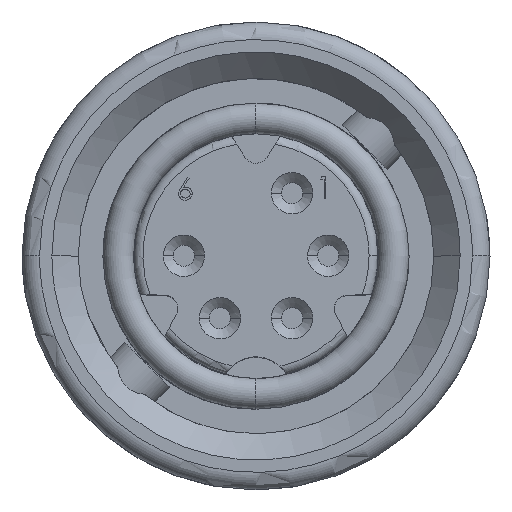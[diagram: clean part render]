
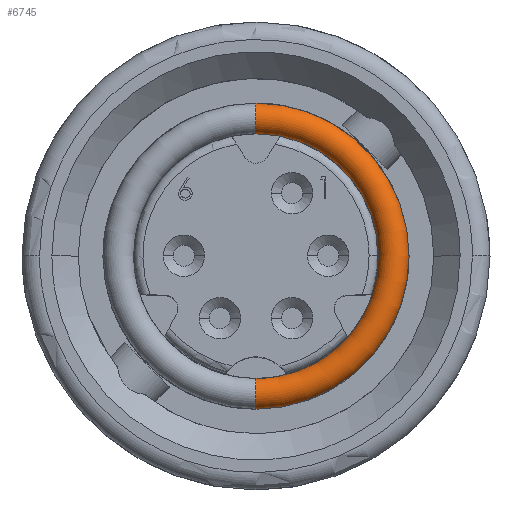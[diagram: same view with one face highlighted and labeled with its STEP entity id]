
A CAD part, top view. The second image highlights one B-rep face of the part: STEP entity #6745.
In plain terms, the highlighted toroidal (fillet/blend) face has major radius 3.975 mm and minor radius 0.445 mm.
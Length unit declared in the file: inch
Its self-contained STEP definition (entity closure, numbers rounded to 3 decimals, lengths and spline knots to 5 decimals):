
#550 = CARTESIAN_POINT ( 'NONE',  ( 0., -0.139, 0.0175 ) ) ;
#777 = EDGE_CURVE ( 'NONE', #3064, #8112, #4469, .T. ) ;
#793 = DIRECTION ( 'NONE',  ( 0., 0., -1. ) ) ;
#869 = CARTESIAN_POINT ( 'NONE',  ( 0., -0.1565, 0.0175 ) ) ;
#965 = EDGE_LOOP ( 'NONE', ( #8424, #10681, #7253, #5653 ) ) ;
#1130 = CARTESIAN_POINT ( 'NONE',  ( 0., 0., 0.0175 ) ) ;
#1925 = CIRCLE ( 'NONE', #4444, 0.139 ) ;
#1960 = DIRECTION ( 'NONE',  ( 0., 1., 0. ) ) ;
#2032 = AXIS2_PLACEMENT_3D ( 'NONE', #8699, #3781, #9519 ) ;
#2044 = CARTESIAN_POINT ( 'NONE',  ( 0., -0.174, 0.0175 ) ) ;
#2363 = DIRECTION ( 'NONE',  ( 0., 0., -1. ) ) ;
#2949 = VERTEX_POINT ( 'NONE', #4894 ) ;
#3064 = VERTEX_POINT ( 'NONE', #550 ) ;
#3197 = DIRECTION ( 'NONE',  ( 0., 1., 0. ) ) ;
#3699 = DIRECTION ( 'NONE',  ( 0., 1., 0. ) ) ;
#3781 = DIRECTION ( 'NONE',  ( -1., 0., 0. ) ) ;
#4212 = AXIS2_PLACEMENT_3D ( 'NONE', #4843, #2363, #3197 ) ;
#4444 = AXIS2_PLACEMENT_3D ( 'NONE', #1130, #6882, #1960 ) ;
#4469 = CIRCLE ( 'NONE', #10662, 0.0175 ) ;
#4768 = CIRCLE ( 'NONE', #2032, 0.0175 ) ;
#4843 = CARTESIAN_POINT ( 'NONE',  ( 0., 0., 0.0175 ) ) ;
#4894 = CARTESIAN_POINT ( 'NONE',  ( 0., 0.139, 0.0175 ) ) ;
#5653 = ORIENTED_EDGE ( 'NONE', *, *, #777, .T. ) ;
#5738 = CARTESIAN_POINT ( 'NONE',  ( 0., 0., 0.0175 ) ) ;
#6550 = DIRECTION ( 'NONE',  ( 0., 1., 0. ) ) ;
#6620 = VERTEX_POINT ( 'NONE', #8641 ) ;
#6715 = TOROIDAL_SURFACE ( 'NONE', #4212, 0.1565, 0.0175 ) ;
#6745 = ADVANCED_FACE ( 'NONE', ( #6978 ), #6715, .T. ) ;
#6882 = DIRECTION ( 'NONE',  ( 0., 0., -1. ) ) ;
#6978 = FACE_OUTER_BOUND ( 'NONE', #965, .T. ) ;
#6990 = DIRECTION ( 'NONE',  ( 1., 0., 0. ) ) ;
#7253 = ORIENTED_EDGE ( 'NONE', *, *, #9833, .T. ) ;
#8109 = CIRCLE ( 'NONE', #10369, 0.174 ) ;
#8112 = VERTEX_POINT ( 'NONE', #2044 ) ;
#8424 = ORIENTED_EDGE ( 'NONE', *, *, #9207, .F. ) ;
#8641 = CARTESIAN_POINT ( 'NONE',  ( 0., 0.174, 0.0175 ) ) ;
#8699 = CARTESIAN_POINT ( 'NONE',  ( 0., 0.1565, 0.0175 ) ) ;
#9207 = EDGE_CURVE ( 'NONE', #6620, #8112, #8109, .T. ) ;
#9519 = DIRECTION ( 'NONE',  ( 0., 0., 1. ) ) ;
#9833 = EDGE_CURVE ( 'NONE', #2949, #3064, #1925, .T. ) ;
#10196 = EDGE_CURVE ( 'NONE', #2949, #6620, #4768, .T. ) ;
#10369 = AXIS2_PLACEMENT_3D ( 'NONE', #5738, #793, #6550 ) ;
#10662 = AXIS2_PLACEMENT_3D ( 'NONE', #869, #6990, #3699 ) ;
#10681 = ORIENTED_EDGE ( 'NONE', *, *, #10196, .F. ) ;
